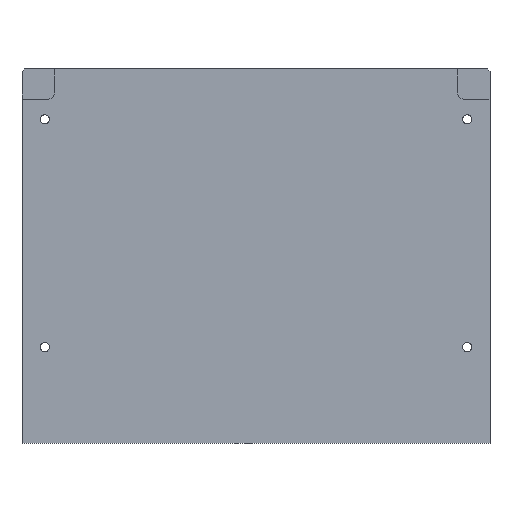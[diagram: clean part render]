
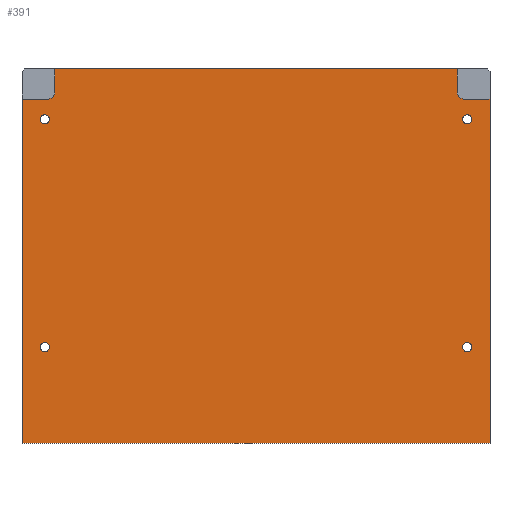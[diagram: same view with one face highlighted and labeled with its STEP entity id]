
A CAD part, top view. The second image highlights one B-rep face of the part: STEP entity #391.
In plain terms, the highlighted planar face has unit normal (0, 0, 1).
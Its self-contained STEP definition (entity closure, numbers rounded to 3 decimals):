
#15=FACE_BOUND('',#64,.T.);
#16=FACE_BOUND('',#65,.T.);
#17=FACE_BOUND('',#66,.T.);
#18=FACE_BOUND('',#67,.T.);
#27=PLANE('',#429);
#43=FACE_OUTER_BOUND('',#63,.T.);
#63=EDGE_LOOP('',(#297,#298,#299,#300,#301,#302,#303,#304,#305,#306));
#64=EDGE_LOOP('',(#307));
#65=EDGE_LOOP('',(#308));
#66=EDGE_LOOP('',(#309));
#67=EDGE_LOOP('',(#310));
#92=LINE('',#581,#134);
#96=LINE('',#594,#138);
#100=LINE('',#601,#142);
#101=LINE('',#603,#143);
#102=LINE('',#605,#144);
#103=LINE('',#607,#145);
#104=LINE('',#609,#146);
#105=LINE('',#610,#147);
#134=VECTOR('',#470,10.);
#138=VECTOR('',#482,10.);
#142=VECTOR('',#488,10.);
#143=VECTOR('',#491,10.);
#144=VECTOR('',#492,10.);
#145=VECTOR('',#493,10.);
#146=VECTOR('',#494,10.);
#147=VECTOR('',#495,10.);
#170=CIRCLE('',#421,3.);
#172=CIRCLE('',#426,3.);
#173=CIRCLE('',#430,1.8);
#174=CIRCLE('',#431,1.8);
#175=CIRCLE('',#432,1.8);
#176=CIRCLE('',#433,1.8);
#183=VERTEX_POINT('',#564);
#184=VERTEX_POINT('',#566);
#189=VERTEX_POINT('',#580);
#192=VERTEX_POINT('',#587);
#193=VERTEX_POINT('',#589);
#194=VERTEX_POINT('',#593);
#196=VERTEX_POINT('',#599);
#197=VERTEX_POINT('',#604);
#198=VERTEX_POINT('',#606);
#199=VERTEX_POINT('',#608);
#200=VERTEX_POINT('',#611);
#201=VERTEX_POINT('',#613);
#202=VERTEX_POINT('',#615);
#203=VERTEX_POINT('',#617);
#219=EDGE_CURVE('',#183,#184,#170,.F.);
#226=EDGE_CURVE('',#189,#184,#92,.T.);
#230=EDGE_CURVE('',#192,#193,#172,.F.);
#232=EDGE_CURVE('',#194,#193,#96,.T.);
#236=EDGE_CURVE('',#183,#196,#100,.T.);
#237=EDGE_CURVE('',#194,#196,#101,.T.);
#238=EDGE_CURVE('',#192,#197,#102,.T.);
#239=EDGE_CURVE('',#198,#197,#103,.T.);
#240=EDGE_CURVE('',#199,#198,#104,.T.);
#241=EDGE_CURVE('',#189,#199,#105,.T.);
#242=EDGE_CURVE('',#200,#200,#173,.T.);
#243=EDGE_CURVE('',#201,#201,#174,.T.);
#244=EDGE_CURVE('',#202,#202,#175,.T.);
#245=EDGE_CURVE('',#203,#203,#176,.T.);
#297=ORIENTED_EDGE('',*,*,#226,.T.);
#298=ORIENTED_EDGE('',*,*,#219,.F.);
#299=ORIENTED_EDGE('',*,*,#236,.T.);
#300=ORIENTED_EDGE('',*,*,#237,.F.);
#301=ORIENTED_EDGE('',*,*,#232,.T.);
#302=ORIENTED_EDGE('',*,*,#230,.F.);
#303=ORIENTED_EDGE('',*,*,#238,.T.);
#304=ORIENTED_EDGE('',*,*,#239,.F.);
#305=ORIENTED_EDGE('',*,*,#240,.F.);
#306=ORIENTED_EDGE('',*,*,#241,.F.);
#307=ORIENTED_EDGE('',*,*,#242,.T.);
#308=ORIENTED_EDGE('',*,*,#243,.T.);
#309=ORIENTED_EDGE('',*,*,#244,.T.);
#310=ORIENTED_EDGE('',*,*,#245,.T.);
#391=ADVANCED_FACE('',(#43,#15,#16,#17,#18),#27,.T.);
#421=AXIS2_PLACEMENT_3D('',#567,#458,#459);
#426=AXIS2_PLACEMENT_3D('',#590,#477,#478);
#429=AXIS2_PLACEMENT_3D('',#602,#489,#490);
#430=AXIS2_PLACEMENT_3D('',#612,#496,#497);
#431=AXIS2_PLACEMENT_3D('',#614,#498,#499);
#432=AXIS2_PLACEMENT_3D('',#616,#500,#501);
#433=AXIS2_PLACEMENT_3D('',#618,#502,#503);
#458=DIRECTION('center_axis',(0.,0.,-1.));
#459=DIRECTION('ref_axis',(-0.707,-0.707,0.));
#470=DIRECTION('',(-1.,0.,0.));
#477=DIRECTION('center_axis',(0.,0.,-1.));
#478=DIRECTION('ref_axis',(0.707,-0.707,0.));
#482=DIRECTION('',(0.,-1.,0.));
#488=DIRECTION('',(0.,1.,0.));
#489=DIRECTION('center_axis',(0.,0.,1.));
#490=DIRECTION('ref_axis',(1.,0.,0.));
#491=DIRECTION('',(1.,0.,0.));
#492=DIRECTION('',(-1.,0.,0.));
#493=DIRECTION('',(0.,1.,0.));
#494=DIRECTION('',(-1.,0.,0.));
#495=DIRECTION('',(0.,-1.,0.));
#496=DIRECTION('center_axis',(0.,0.,-1.));
#497=DIRECTION('ref_axis',(1.,0.,0.));
#498=DIRECTION('center_axis',(0.,0.,-1.));
#499=DIRECTION('ref_axis',(1.,0.,0.));
#500=DIRECTION('center_axis',(0.,0.,-1.));
#501=DIRECTION('ref_axis',(1.,0.,0.));
#502=DIRECTION('center_axis',(0.,0.,-1.));
#503=DIRECTION('ref_axis',(1.,0.,0.));
#564=CARTESIAN_POINT('',(79.5,168.,-40.));
#566=CARTESIAN_POINT('',(82.5,165.,-40.));
#567=CARTESIAN_POINT('Origin',(82.5,168.,-40.));
#580=CARTESIAN_POINT('',(92.5,165.,-40.));
#581=CARTESIAN_POINT('',(39.75,165.,-40.));
#587=CARTESIAN_POINT('',(-82.5,165.,-40.));
#589=CARTESIAN_POINT('',(-79.5,168.,-40.));
#590=CARTESIAN_POINT('Origin',(-82.5,168.,-40.));
#593=CARTESIAN_POINT('',(-79.5,177.,-40.));
#594=CARTESIAN_POINT('',(-79.5,134.,-40.));
#599=CARTESIAN_POINT('',(79.5,177.,-40.));
#601=CARTESIAN_POINT('',(79.5,140.,-40.));
#602=CARTESIAN_POINT('Origin',(0.,103.,-40.));
#603=CARTESIAN_POINT('',(77.5,177.,-40.));
#604=CARTESIAN_POINT('',(-92.5,165.,-40.));
#605=CARTESIAN_POINT('',(-46.25,165.,-40.));
#606=CARTESIAN_POINT('',(-92.5,29.,-40.));
#607=CARTESIAN_POINT('',(-92.5,-14.,-40.));
#608=CARTESIAN_POINT('',(92.5,29.,-40.));
#609=CARTESIAN_POINT('',(84.5,29.,-40.));
#610=CARTESIAN_POINT('',(92.5,54.,-40.));
#611=CARTESIAN_POINT('',(81.7,67.,-40.));
#612=CARTESIAN_POINT('Origin',(83.5,67.,-40.));
#613=CARTESIAN_POINT('',(81.7,157.,-40.));
#614=CARTESIAN_POINT('Origin',(83.5,157.,-40.));
#615=CARTESIAN_POINT('',(-85.3,67.,-40.));
#616=CARTESIAN_POINT('Origin',(-83.5,67.,-40.));
#617=CARTESIAN_POINT('',(-85.3,157.,-40.));
#618=CARTESIAN_POINT('Origin',(-83.5,157.,-40.));
